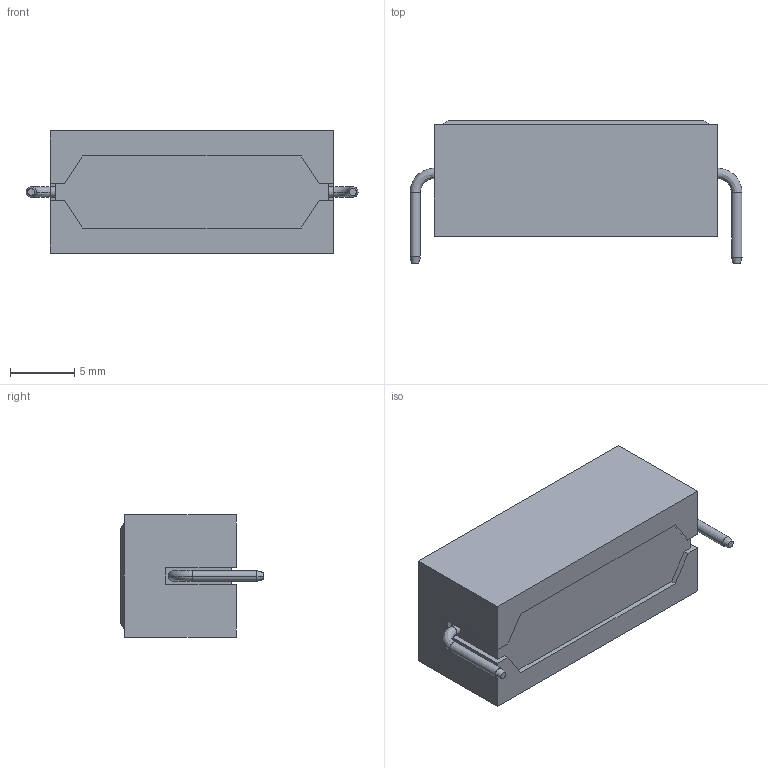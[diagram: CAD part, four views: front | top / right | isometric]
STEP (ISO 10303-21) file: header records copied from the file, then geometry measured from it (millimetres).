
FILE_DESCRIPTION (( 'STEP AP214' ), '1' );
FILE_NAME ('User Library-5W1.STEP', '2018-01-03T12:05:38', ( '' ), ( '' ), 'SwSTEP 2.0', 'SolidWorks 2018', '' );
FILE_SCHEMA (( 'AUTOMOTIVE_DESIGN' ));
Length unit declared in the file: millimetre
Products named in the file (1): User Library-5W1
Bounding box: 25.81 x 11.12 x 9.5 mm (x, y, z)
Volume: 1826.1 mm3; surface area: 1387.1 mm2
Topology: 2 solids, 2 shells, 78 faces, 198 edges, 128 vertices
Faces by surface type: plane 52, bspline 14, cylinder 8, cone 4
Entity records: 3272 total; most frequent: CARTESIAN_POINT 1032, ORIENTED_EDGE 394, DIRECTION 339, EDGE_CURVE 197, VECTOR 149, LINE 149, VERTEX_POINT 128, AXIS2_PLACEMENT_3D 95
